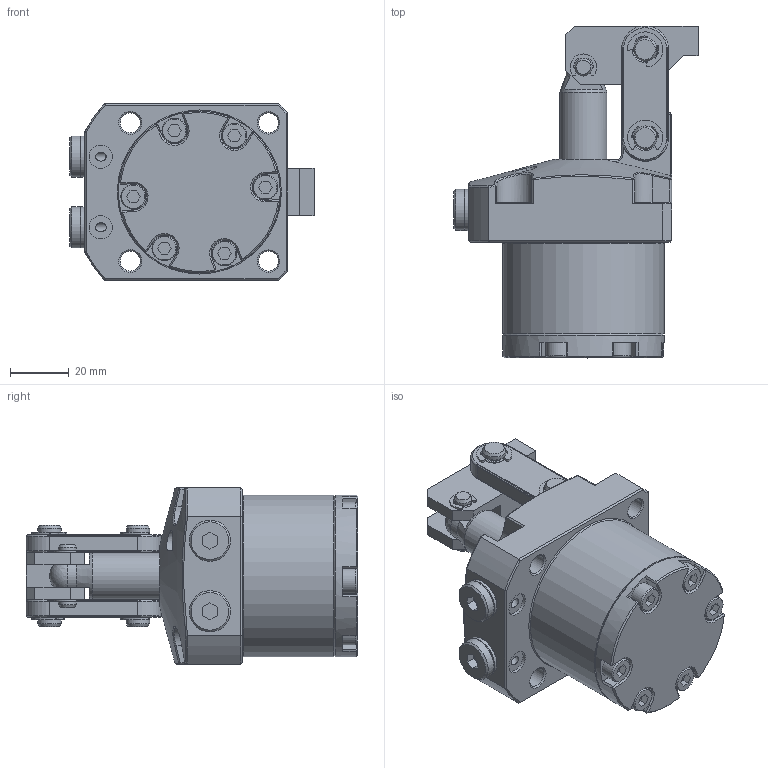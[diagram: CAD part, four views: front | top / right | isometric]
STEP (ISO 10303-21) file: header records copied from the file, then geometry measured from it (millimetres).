
FILE_DESCRIPTION(/* description */ ('Unknown'),/* implementation_level */ '2;1');
FILE_NAME(/* name */ 'GK-35-55-CC',/* time_stamp */ '2023-06-01T16:32:53+05:00',/* author */ ('Unknown'),/* organization */ ('Unknown'),/* preprocessor_version */ 'ST-DEVELOPER v16.7',/* originating_system */ 'DEX',/* authorisation */ $);
FILE_SCHEMA (('AUTOMOTIVE_DESIGN {1 0 10303 214 3 1 1}'));
Length unit declared in the file: millimetre
Products named in the file (14): hyd-cyl-bore-35-55_asm; BODY-DIA-35; PISTON-DIA-35; CLAMP-35; LINK-35; FRONT-HING-PIN-35; BACK-HING-PIN-35; CIRCLIP-35; CIRCLIP-35-1; WASHER_1; END-PLUG-35; BOTTOM-CAP-35; M5X12; ORING-DIA-32X2
Assembly tree (26 placements, depth 2):
  hyd-cyl-bore-35-55_asm
    BODY-DIA-35
    PISTON-DIA-35
    CLAMP-35
    LINK-35  x2
    FRONT-HING-PIN-35  x2
    BACK-HING-PIN-35
    CIRCLIP-35  x4
    CIRCLIP-35-1  x2
    WASHER_1  x2
    END-PLUG-35  x2
    BOTTOM-CAP-35
    M5X12  x6
    ORING-DIA-32X2
Bounding box: 83 x 112.8 x 60 mm (x, y, z)
Volume: 223140.1 mm3; surface area: 48902.6 mm2
Topology: 26 solids, 28 shells, 690 faces, 1718 edges, 1126 vertices
Faces by surface type: plane 328, cylinder 225, cone 74, torus 35, bspline 27, sphere 1
Full cylindrical faces by diameter (mm): 2.5 x1, 3 x2, 4.05 x2, 5 x6, 6 x12, 6.05 x4, 6.8 x4, 7.9 x2, 8 x12, 8.5 x6, 8.6 x1, 10 x5, 11 x1, 14 x4, 16 x1, 55 x2
Entity records: 14204 total; most frequent: CARTESIAN_POINT 3906, DIRECTION 2044, ORIENTED_EDGE 1914, EDGE_CURVE 957, AXIS2_PLACEMENT_3D 776, VERTEX_POINT 668, FACE_BOUND 595, EDGE_LOOP 593
